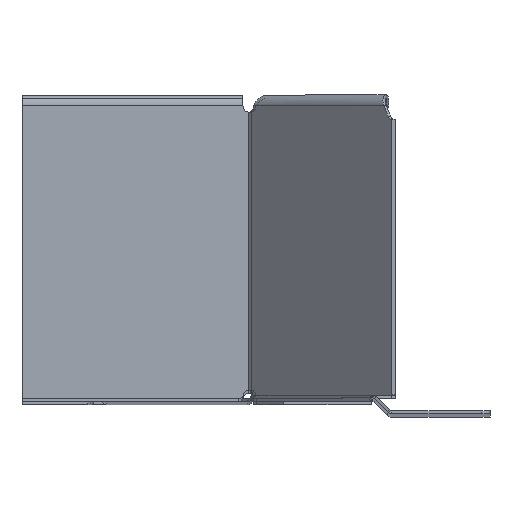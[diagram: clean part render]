
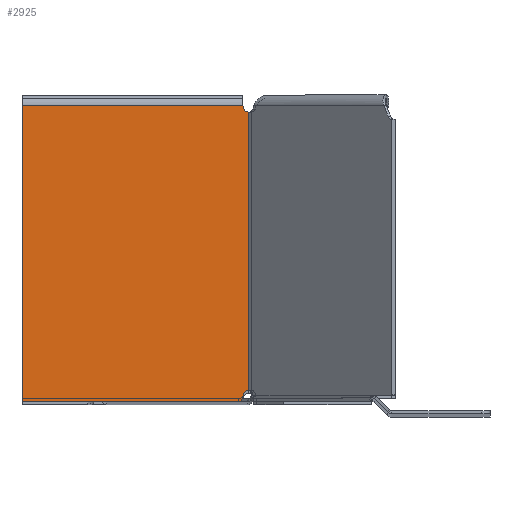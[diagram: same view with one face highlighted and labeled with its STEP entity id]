
A CAD part, top view. The second image highlights one B-rep face of the part: STEP entity #2925.
In plain terms, the highlighted face is planar.
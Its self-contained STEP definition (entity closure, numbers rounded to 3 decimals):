
#129 = DIRECTION ( 'NONE',  ( 0., 1., 0. ) ) ;
#159 = VERTEX_POINT ( 'NONE', #1189 ) ;
#217 = CARTESIAN_POINT ( 'NONE',  ( -79.187, 0., -6.75 ) ) ;
#308 = AXIS2_PLACEMENT_3D ( 'NONE', #2349, #4125, #129 ) ;
#312 = EDGE_LOOP ( 'NONE', ( #3693, #1912, #2840, #4804, #3786, #5162, #2073, #2430, #692, #2753 ) ) ;
#402 = CARTESIAN_POINT ( 'NONE',  ( -79.118, 101., -6.75 ) ) ;
#421 = CARTESIAN_POINT ( 'NONE',  ( -77.1, 103.25, -6.75 ) ) ;
#470 = LINE ( 'NONE', #824, #5577 ) ;
#482 = VERTEX_POINT ( 'NONE', #2383 ) ;
#484 = CARTESIAN_POINT ( 'NONE',  ( -76.547, 0.607, -6.75 ) ) ;
#510 = CARTESIAN_POINT ( 'NONE',  ( -76.361, 0., -6.75 ) ) ;
#557 = B_SPLINE_CURVE_WITH_KNOTS ( 'NONE', 3,
 ( #2712, #3154, #5325, #484, #5296, #1771 ),
 .UNSPECIFIED., .F., .F.,
 ( 4, 2, 4 ),
 ( 0.005, 0.006, 0.006 ),
 .UNSPECIFIED. ) ;
#606 = VERTEX_POINT ( 'NONE', #421 ) ;
#667 = LINE ( 'NONE', #3251, #1497 ) ;
#685 = VERTEX_POINT ( 'NONE', #3067 ) ;
#692 = ORIENTED_EDGE ( 'NONE', *, *, #3207, .T. ) ;
#824 = CARTESIAN_POINT ( 'NONE',  ( 0., 1.75, -6.75 ) ) ;
#838 = CARTESIAN_POINT ( 'NONE',  ( -79.187, 101., -6.75 ) ) ;
#881 = DIRECTION ( 'NONE',  ( 0., 0., -1. ) ) ;
#894 = B_SPLINE_CURVE_WITH_KNOTS ( 'NONE', 3,
 ( #4420, #3143, #4932, #911 ),
 .UNSPECIFIED., .F., .F.,
 ( 4, 4 ),
 ( 0.002, 0.002 ),
 .UNSPECIFIED. ) ;
#911 = CARTESIAN_POINT ( 'NONE',  ( -79.187, 4., -6.75 ) ) ;
#929 = DIRECTION ( 'NONE',  ( 0., 1., 0. ) ) ;
#1034 = AXIS2_PLACEMENT_3D ( 'NONE', #3071, #4854, #1331 ) ;
#1116 = CARTESIAN_POINT ( 'NONE',  ( 0., 0., -6.75 ) ) ;
#1189 = CARTESIAN_POINT ( 'NONE',  ( -79.187, 101., -6.75 ) ) ;
#1278 = PLANE ( 'NONE',  #1034 ) ;
#1331 = DIRECTION ( 'NONE',  ( -1., 0., 0. ) ) ;
#1497 = VECTOR ( 'NONE', #5598, 1000. ) ;
#1521 = VERTEX_POINT ( 'NONE', #2427 ) ;
#1733 = EDGE_CURVE ( 'NONE', #3381, #5656, #557, .T. ) ;
#1771 = CARTESIAN_POINT ( 'NONE',  ( -76.361, 0., -6.75 ) ) ;
#1912 = ORIENTED_EDGE ( 'NONE', *, *, #2093, .T. ) ;
#1998 = DIRECTION ( 'NONE',  ( 0., -1., 0. ) ) ;
#2073 = ORIENTED_EDGE ( 'NONE', *, *, #5428, .F. ) ;
#2093 = EDGE_CURVE ( 'NONE', #2243, #685, #894, .T. ) ;
#2130 = EDGE_CURVE ( 'NONE', #3462, #2397, #470, .T. ) ;
#2177 = CARTESIAN_POINT ( 'NONE',  ( -206.54, 0., -6.75 ) ) ;
#2205 = CARTESIAN_POINT ( 'NONE',  ( -79.35, 103.25, -6.75 ) ) ;
#2243 = VERTEX_POINT ( 'NONE', #5403 ) ;
#2245 = B_SPLINE_CURVE_WITH_KNOTS ( 'NONE', 3,
 ( #4405, #5330, #402, #838 ),
 .UNSPECIFIED., .F., .F.,
 ( 4, 4 ),
 ( 0.002, 0.002 ),
 .UNSPECIFIED. ) ;
#2349 = CARTESIAN_POINT ( 'NONE',  ( -79.35, 1.75, -6.75 ) ) ;
#2383 = CARTESIAN_POINT ( 'NONE',  ( -78.98, 101.031, -6.75 ) ) ;
#2397 = VERTEX_POINT ( 'NONE', #1116 ) ;
#2427 = CARTESIAN_POINT ( 'NONE',  ( 0., 103.25, -6.75 ) ) ;
#2430 = ORIENTED_EDGE ( 'NONE', *, *, #2130, .T. ) ;
#2594 = DIRECTION ( 'NONE',  ( 0., -1., 0. ) ) ;
#2652 = EDGE_CURVE ( 'NONE', #606, #1521, #667, .T. ) ;
#2712 = CARTESIAN_POINT ( 'NONE',  ( -77.1, 1.75, -6.75 ) ) ;
#2753 = ORIENTED_EDGE ( 'NONE', *, *, #1733, .F. ) ;
#2820 = CIRCLE ( 'NONE', #5255, 2.25 ) ;
#2840 = ORIENTED_EDGE ( 'NONE', *, *, #3482, .F. ) ;
#2915 = LINE ( 'NONE', #217, #3657 ) ;
#2925 = ADVANCED_FACE ( 'NONE', ( #3647 ), #1278, .F. ) ;
#3063 = DIRECTION ( 'NONE',  ( 0., 1., 0. ) ) ;
#3067 = CARTESIAN_POINT ( 'NONE',  ( -79.187, 4., -6.75 ) ) ;
#3071 = CARTESIAN_POINT ( 'NONE',  ( -206.54, 0., -6.75 ) ) ;
#3143 = CARTESIAN_POINT ( 'NONE',  ( -79.049, 3.985, -6.75 ) ) ;
#3146 = DIRECTION ( 'NONE',  ( -1., 0., 0. ) ) ;
#3154 = CARTESIAN_POINT ( 'NONE',  ( -76.95, 1.47, -6.75 ) ) ;
#3207 = EDGE_CURVE ( 'NONE', #2397, #5656, #5760, .T. ) ;
#3251 = CARTESIAN_POINT ( 'NONE',  ( -206.54, 103.25, -6.75 ) ) ;
#3345 = EDGE_CURVE ( 'NONE', #606, #482, #2820, .T. ) ;
#3381 = VERTEX_POINT ( 'NONE', #4632 ) ;
#3462 = VERTEX_POINT ( 'NONE', #4278 ) ;
#3482 = EDGE_CURVE ( 'NONE', #159, #685, #2915, .T. ) ;
#3594 = LINE ( 'NONE', #5393, #5013 ) ;
#3647 = FACE_OUTER_BOUND ( 'NONE', #312, .T. ) ;
#3657 = VECTOR ( 'NONE', #1998, 1000. ) ;
#3693 = ORIENTED_EDGE ( 'NONE', *, *, #5051, .F. ) ;
#3786 = ORIENTED_EDGE ( 'NONE', *, *, #3345, .F. ) ;
#4125 = DIRECTION ( 'NONE',  ( 0., 0., -1. ) ) ;
#4180 = EDGE_CURVE ( 'NONE', #482, #159, #2245, .T. ) ;
#4278 = CARTESIAN_POINT ( 'NONE',  ( 0., 1.75, -6.75 ) ) ;
#4405 = CARTESIAN_POINT ( 'NONE',  ( -78.98, 101.031, -6.75 ) ) ;
#4420 = CARTESIAN_POINT ( 'NONE',  ( -78.98, 3.969, -6.75 ) ) ;
#4601 = CIRCLE ( 'NONE', #308, 2.25 ) ;
#4632 = CARTESIAN_POINT ( 'NONE',  ( -77.1, 1.75, -6.75 ) ) ;
#4804 = ORIENTED_EDGE ( 'NONE', *, *, #4180, .F. ) ;
#4854 = DIRECTION ( 'NONE',  ( 0., 0., 1. ) ) ;
#4873 = VECTOR ( 'NONE', #3146, 1000. ) ;
#4932 = CARTESIAN_POINT ( 'NONE',  ( -79.118, 4., -6.75 ) ) ;
#5013 = VECTOR ( 'NONE', #929, 1000. ) ;
#5051 = EDGE_CURVE ( 'NONE', #2243, #3381, #4601, .T. ) ;
#5162 = ORIENTED_EDGE ( 'NONE', *, *, #2652, .T. ) ;
#5255 = AXIS2_PLACEMENT_3D ( 'NONE', #2205, #881, #3063 ) ;
#5296 = CARTESIAN_POINT ( 'NONE',  ( -76.443, 0.306, -6.75 ) ) ;
#5325 = CARTESIAN_POINT ( 'NONE',  ( -76.8, 1.19, -6.75 ) ) ;
#5330 = CARTESIAN_POINT ( 'NONE',  ( -79.049, 101.015, -6.75 ) ) ;
#5393 = CARTESIAN_POINT ( 'NONE',  ( 0., 0., -6.75 ) ) ;
#5403 = CARTESIAN_POINT ( 'NONE',  ( -78.98, 3.969, -6.75 ) ) ;
#5428 = EDGE_CURVE ( 'NONE', #3462, #1521, #3594, .T. ) ;
#5577 = VECTOR ( 'NONE', #2594, 1000. ) ;
#5598 = DIRECTION ( 'NONE',  ( 1., 0., 0. ) ) ;
#5656 = VERTEX_POINT ( 'NONE', #510 ) ;
#5760 = LINE ( 'NONE', #2177, #4873 ) ;
